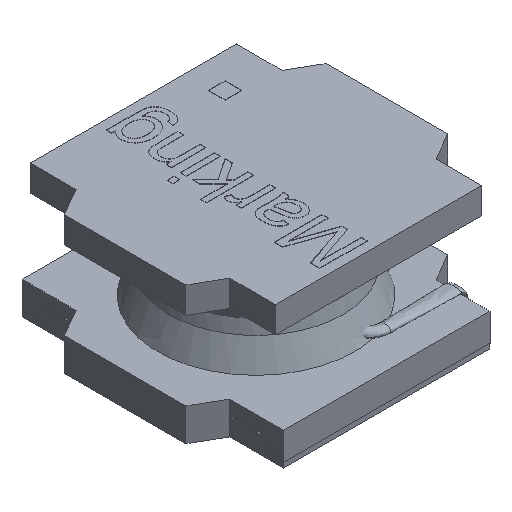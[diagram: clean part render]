
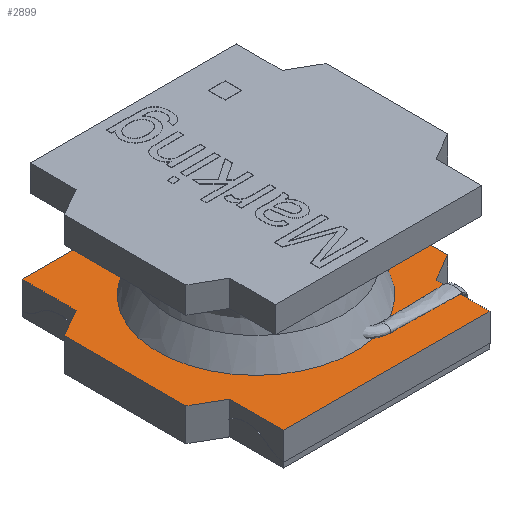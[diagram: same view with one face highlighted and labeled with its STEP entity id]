
A CAD part, isometric view. The second image highlights one B-rep face of the part: STEP entity #2899.
In plain terms, the highlighted planar face has unit normal (0, 0, 1).
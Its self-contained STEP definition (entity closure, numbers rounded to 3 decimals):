
#839=VERTEX_POINT('',#840);
#840=CARTESIAN_POINT('',(-2.0,0.,-1.2));
#845=EDGE_CURVE('',#839,#846,#848,.F.);
#846=VERTEX_POINT('',#847);
#847=CARTESIAN_POINT('',(2.0,0.0,-1.2));
#848=CIRCLE('',#849,2.0);
#849=AXIS2_PLACEMENT_3D('',#850,#851,#852);
#850=CARTESIAN_POINT('',(0.0,0.0,-1.2));
#851=DIRECTION('',(0.0,0.0,-1.0));
#852=DIRECTION('',(1.0,0.0,0.0));
#854=EDGE_CURVE('',#846,#839,#848,.F.);
#2899=ADVANCED_FACE('',(#2900,#2904),#3002,.F.);
#2900=FACE_BOUND('',#2901,.T.);
#2901=EDGE_LOOP('',(#2902,#2903));
#2902=ORIENTED_EDGE('',*,*,#845,.F.);
#2903=ORIENTED_EDGE('',*,*,#854,.F.);
#2904=FACE_BOUND('',#2905,.T.);
#2905=EDGE_LOOP('',(#2906,#2916,#2924,#2932,#2940,#2948,#2956,#2964,#2972,#2980,#2988,#2996));
#2906=ORIENTED_EDGE('',*,*,#2907,.T.);
#2907=EDGE_CURVE('',#2908,#2910,#2912,.F.);
#2908=VERTEX_POINT('',#2909);
#2909=CARTESIAN_POINT('',(-3.15,4.0,-1.2));
#2910=VERTEX_POINT('',#2911);
#2911=CARTESIAN_POINT('',(-3.15,2.35,-1.2));
#2912=LINE('',#2913,#2914);
#2913=CARTESIAN_POINT('',(-3.15,2.35,-1.2));
#2914=VECTOR('',#2915,1.0);
#2915=DIRECTION('',(0.,1.0,0.0));
#2916=ORIENTED_EDGE('',*,*,#2917,.T.);
#2917=EDGE_CURVE('',#2910,#2918,#2920,.F.);
#2918=VERTEX_POINT('',#2919);
#2919=CARTESIAN_POINT('',(-4.0,1.859,-1.2));
#2920=LINE('',#2921,#2922);
#2921=CARTESIAN_POINT('',(-4.0,1.859,-1.2));
#2922=VECTOR('',#2923,1.0);
#2923=DIRECTION('',(0.866,0.5,0.0));
#2924=ORIENTED_EDGE('',*,*,#2925,.T.);
#2925=EDGE_CURVE('',#2918,#2926,#2928,.F.);
#2926=VERTEX_POINT('',#2927);
#2927=CARTESIAN_POINT('',(-4.0,-1.859,-1.2));
#2928=LINE('',#2929,#2930);
#2929=CARTESIAN_POINT('',(-4.0,-1.859,-1.2));
#2930=VECTOR('',#2931,1.0);
#2931=DIRECTION('',(0.,1.0,0.0));
#2932=ORIENTED_EDGE('',*,*,#2933,.T.);
#2933=EDGE_CURVE('',#2926,#2934,#2936,.F.);
#2934=VERTEX_POINT('',#2935);
#2935=CARTESIAN_POINT('',(-3.15,-2.35,-1.2));
#2936=LINE('',#2937,#2938);
#2937=CARTESIAN_POINT('',(-3.15,-2.35,-1.2));
#2938=VECTOR('',#2939,1.0);
#2939=DIRECTION('',(-0.866,0.5,0.0));
#2940=ORIENTED_EDGE('',*,*,#2941,.T.);
#2941=EDGE_CURVE('',#2934,#2942,#2944,.F.);
#2942=VERTEX_POINT('',#2943);
#2943=CARTESIAN_POINT('',(-3.15,-4.0,-1.2));
#2944=LINE('',#2945,#2946);
#2945=CARTESIAN_POINT('',(-3.15,-4.0,-1.2));
#2946=VECTOR('',#2947,1.0);
#2947=DIRECTION('',(0.0,1.0,0.0));
#2948=ORIENTED_EDGE('',*,*,#2949,.T.);
#2949=EDGE_CURVE('',#2942,#2950,#2952,.F.);
#2950=VERTEX_POINT('',#2951);
#2951=CARTESIAN_POINT('',(3.15,-4.0,-1.2));
#2952=LINE('',#2953,#2954);
#2953=CARTESIAN_POINT('',(3.15,-4.0,-1.2));
#2954=VECTOR('',#2955,1.0);
#2955=DIRECTION('',(-1.0,0.0,0.0));
#2956=ORIENTED_EDGE('',*,*,#2957,.T.);
#2957=EDGE_CURVE('',#2950,#2958,#2960,.F.);
#2958=VERTEX_POINT('',#2959);
#2959=CARTESIAN_POINT('',(3.15,-2.35,-1.2));
#2960=LINE('',#2961,#2962);
#2961=CARTESIAN_POINT('',(3.15,-2.35,-1.2));
#2962=VECTOR('',#2963,1.0);
#2963=DIRECTION('',(0.0,-1.0,0.0));
#2964=ORIENTED_EDGE('',*,*,#2965,.T.);
#2965=EDGE_CURVE('',#2958,#2966,#2968,.F.);
#2966=VERTEX_POINT('',#2967);
#2967=CARTESIAN_POINT('',(4.0,-1.859,-1.2));
#2968=LINE('',#2969,#2970);
#2969=CARTESIAN_POINT('',(4.0,-1.859,-1.2));
#2970=VECTOR('',#2971,1.0);
#2971=DIRECTION('',(-0.866,-0.5,0.0));
#2972=ORIENTED_EDGE('',*,*,#2973,.T.);
#2973=EDGE_CURVE('',#2966,#2974,#2976,.F.);
#2974=VERTEX_POINT('',#2975);
#2975=CARTESIAN_POINT('',(4.0,1.859,-1.2));
#2976=LINE('',#2977,#2978);
#2977=CARTESIAN_POINT('',(4.0,1.859,-1.2));
#2978=VECTOR('',#2979,1.0);
#2979=DIRECTION('',(0.,-1.0,0.0));
#2980=ORIENTED_EDGE('',*,*,#2981,.T.);
#2981=EDGE_CURVE('',#2974,#2982,#2984,.F.);
#2982=VERTEX_POINT('',#2983);
#2983=CARTESIAN_POINT('',(3.15,2.35,-1.2));
#2984=LINE('',#2985,#2986);
#2985=CARTESIAN_POINT('',(3.15,2.35,-1.2));
#2986=VECTOR('',#2987,1.0);
#2987=DIRECTION('',(0.866,-0.5,0.0));
#2988=ORIENTED_EDGE('',*,*,#2989,.T.);
#2989=EDGE_CURVE('',#2982,#2990,#2992,.F.);
#2990=VERTEX_POINT('',#2991);
#2991=CARTESIAN_POINT('',(3.15,4.0,-1.2));
#2992=LINE('',#2993,#2994);
#2993=CARTESIAN_POINT('',(3.15,4.0,-1.2));
#2994=VECTOR('',#2995,1.0);
#2995=DIRECTION('',(0.0,-1.0,0.0));
#2996=ORIENTED_EDGE('',*,*,#2997,.T.);
#2997=EDGE_CURVE('',#2990,#2908,#2998,.F.);
#2998=LINE('',#2999,#3000);
#2999=CARTESIAN_POINT('',(-3.15,4.0,-1.2));
#3000=VECTOR('',#3001,1.0);
#3001=DIRECTION('',(1.0,0.0,0.0));
#3002=PLANE('',#3003);
#3003=AXIS2_PLACEMENT_3D('',#3004,#3005,#3006);
#3004=CARTESIAN_POINT('',(0.0,0.0,-1.2));
#3005=DIRECTION('',(0.0,0.0,-1.0));
#3006=DIRECTION('',(-1.0,0.0,0.0));
